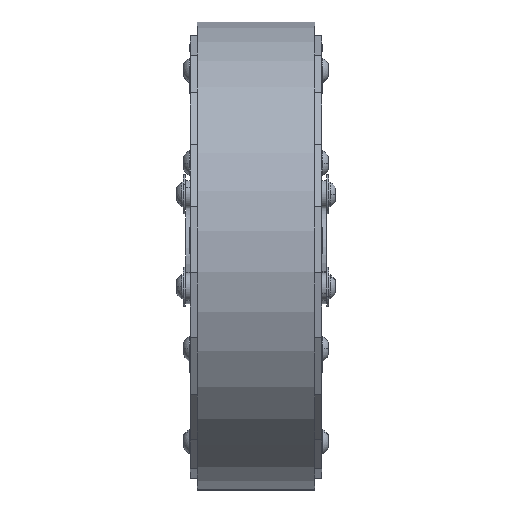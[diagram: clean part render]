
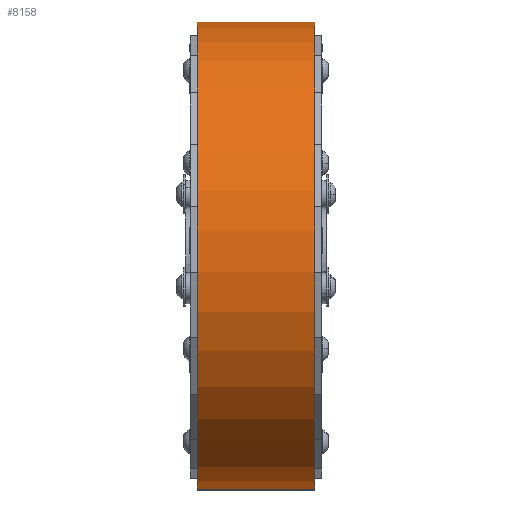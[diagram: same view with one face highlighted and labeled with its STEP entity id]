
A CAD part, left-side view. The second image highlights one B-rep face of the part: STEP entity #8158.
In plain terms, the highlighted cylindrical face has radius 76.2 mm (diameter 152.4 mm), a partial arc.
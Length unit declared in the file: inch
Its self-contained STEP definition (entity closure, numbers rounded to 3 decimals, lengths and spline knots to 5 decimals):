
#3272 = CARTESIAN_POINT ( 'NONE',  ( 0., -0.75, -3. ) ) ;
#3283 = DIRECTION ( 'NONE',  ( 0., 0., -1. ) ) ;
#3284 = DIRECTION ( 'NONE',  ( 0., -1., 0. ) ) ;
#3285 = CARTESIAN_POINT ( 'NONE',  ( 0., 0.75, 0. ) ) ;
#3286 = AXIS2_PLACEMENT_3D ( 'NONE', #3285, #3284, #3283 ) ;
#3288 = CYLINDRICAL_SURFACE ( 'NONE', #3286, 3. ) ;
#3289 = FACE_OUTER_BOUND ( 'NONE', #8159, .T. ) ;
#3324 = DIRECTION ( 'NONE',  ( 0., -1., 0. ) ) ;
#3325 = VECTOR ( 'NONE', #3324, 39.37008 ) ;
#3326 = CARTESIAN_POINT ( 'NONE',  ( 0., 0.75, -3. ) ) ;
#3327 = LINE ( 'NONE', #3326, #3325 ) ;
#3336 = CARTESIAN_POINT ( 'NONE',  ( 0., -0.75, 0. ) ) ;
#3337 = AXIS2_PLACEMENT_3D ( 'NONE', #3336, #3409, #3408 ) ;
#3338 = CIRCLE ( 'NONE', #3337, 3. ) ;
#3356 = CARTESIAN_POINT ( 'NONE',  ( 0., 0.75, 3. ) ) ;
#3408 = DIRECTION ( 'NONE',  ( 0., 0., 1. ) ) ;
#3409 = DIRECTION ( 'NONE',  ( 0., 1., 0. ) ) ;
#3410 = DIRECTION ( 'NONE',  ( 0., 0., 1. ) ) ;
#3411 = DIRECTION ( 'NONE',  ( 0., 1., 0. ) ) ;
#3412 = CARTESIAN_POINT ( 'NONE',  ( 0., 0.75, 0. ) ) ;
#3413 = AXIS2_PLACEMENT_3D ( 'NONE', #3412, #3411, #3410 ) ;
#3414 = CIRCLE ( 'NONE', #3413, 3. ) ;
#3586 = CARTESIAN_POINT ( 'NONE',  ( 0., -0.75, 3. ) ) ;
#3716 = CARTESIAN_POINT ( 'NONE',  ( 0., 0.75, -3. ) ) ;
#3723 = DIRECTION ( 'NONE',  ( 0., -1., 0. ) ) ;
#3724 = VECTOR ( 'NONE', #3723, 39.37008 ) ;
#3725 = CARTESIAN_POINT ( 'NONE',  ( 0., 0.75, 3. ) ) ;
#3726 = LINE ( 'NONE', #3725, #3724 ) ;
#8082 = EDGE_CURVE ( 'NONE', #8303, #8090, #3414, .T. ) ;
#8090 = VERTEX_POINT ( 'NONE', #3356 ) ;
#8099 = EDGE_CURVE ( 'NONE', #8169, #8415, #3338, .T. ) ;
#8110 = EDGE_CURVE ( 'NONE', #8303, #8169, #3327, .T. ) ;
#8158 = ADVANCED_FACE ( 'NONE', ( #3289 ), #3288, .T. ) ;
#8159 = EDGE_LOOP ( 'NONE', ( #8160, #8161, #8162, #8163 ) ) ;
#8160 = ORIENTED_EDGE ( 'NONE', *, *, #8293, .F. ) ;
#8161 = ORIENTED_EDGE ( 'NONE', *, *, #8082, .F. ) ;
#8162 = ORIENTED_EDGE ( 'NONE', *, *, #8110, .T. ) ;
#8163 = ORIENTED_EDGE ( 'NONE', *, *, #8099, .T. ) ;
#8169 = VERTEX_POINT ( 'NONE', #3272 ) ;
#8293 = EDGE_CURVE ( 'NONE', #8090, #8415, #3726, .T. ) ;
#8303 = VERTEX_POINT ( 'NONE', #3716 ) ;
#8415 = VERTEX_POINT ( 'NONE', #3586 ) ;
